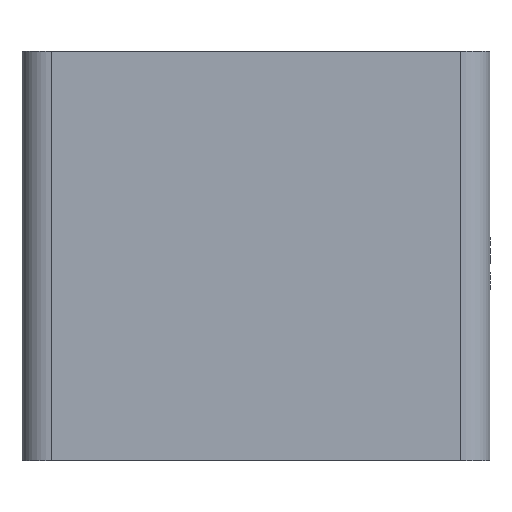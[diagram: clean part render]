
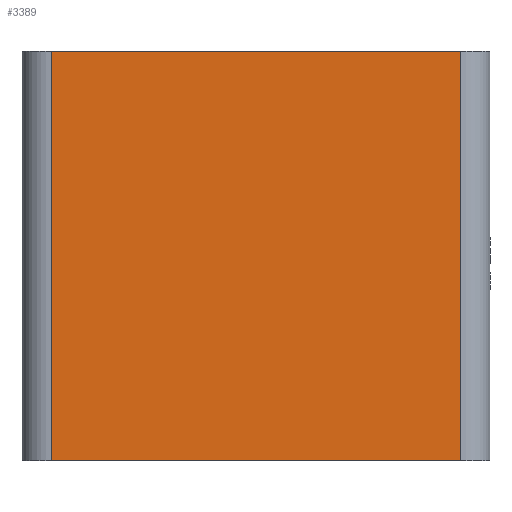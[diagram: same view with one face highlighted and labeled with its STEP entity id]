
A CAD part, left-side view. The second image highlights one B-rep face of the part: STEP entity #3389.
In plain terms, the highlighted planar face has unit normal (-1, 0, 0).
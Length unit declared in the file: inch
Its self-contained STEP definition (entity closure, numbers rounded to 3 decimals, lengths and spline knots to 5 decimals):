
#321=PLANE('',#3558);
#500=FACE_OUTER_BOUND('',#706,.T.);
#706=EDGE_LOOP('',(#3115,#3116,#3117,#3118));
#1067=LINE('',#6029,#1388);
#1068=LINE('',#6032,#1389);
#1069=LINE('',#6034,#1390);
#1070=LINE('',#6035,#1391);
#1388=VECTOR('',#4190,1.75);
#1389=VECTOR('',#4193,1.75);
#1390=VECTOR('',#4194,1.75);
#1391=VECTOR('',#4195,1.75);
#1802=VERTEX_POINT('',#6022);
#1805=VERTEX_POINT('',#6027);
#1806=VERTEX_POINT('',#6031);
#1807=VERTEX_POINT('',#6033);
#2255=EDGE_CURVE('',#1805,#1802,#1067,.T.);
#2256=EDGE_CURVE('',#1805,#1806,#1068,.T.);
#2257=EDGE_CURVE('',#1807,#1806,#1069,.T.);
#2258=EDGE_CURVE('',#1802,#1807,#1070,.T.);
#3115=ORIENTED_EDGE('',*,*,#2255,.F.);
#3116=ORIENTED_EDGE('',*,*,#2256,.T.);
#3117=ORIENTED_EDGE('',*,*,#2257,.F.);
#3118=ORIENTED_EDGE('',*,*,#2258,.F.);
#3389=ADVANCED_FACE('',(#500),#321,.T.);
#3558=AXIS2_PLACEMENT_3D('',#6030,#4191,#4192);
#4190=DIRECTION('',(0.,0.,1.));
#4191=DIRECTION('center_axis',(-1.,0.,0.));
#4192=DIRECTION('ref_axis',(0.,-1.,0.));
#4193=DIRECTION('',(0.,-1.,0.));
#4194=DIRECTION('',(0.,0.,-1.));
#4195=DIRECTION('',(0.,-1.,0.));
#6022=CARTESIAN_POINT('',(0.,1.875,1.75));
#6027=CARTESIAN_POINT('',(0.,1.875,0.));
#6029=CARTESIAN_POINT('',(0.,1.875,0.));
#6030=CARTESIAN_POINT('Origin',(0.,2.,0.));
#6031=CARTESIAN_POINT('',(0.,0.125,0.));
#6032=CARTESIAN_POINT('',(0.,2.,0.));
#6033=CARTESIAN_POINT('',(0.,0.125,1.75));
#6034=CARTESIAN_POINT('',(0.,0.125,0.));
#6035=CARTESIAN_POINT('',(0.,2.,1.75));
